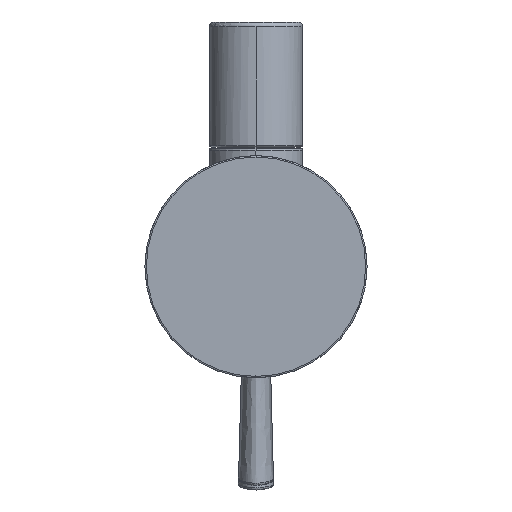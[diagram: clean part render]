
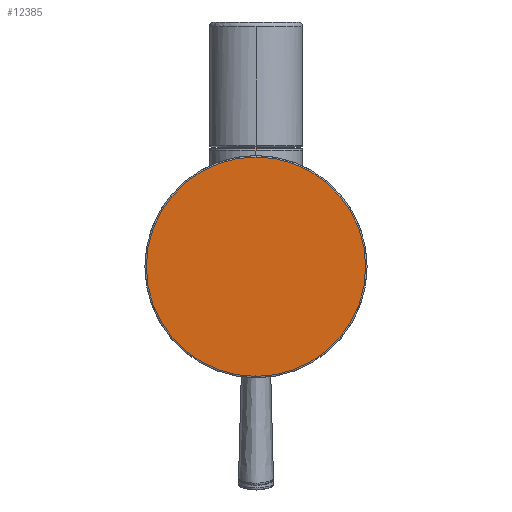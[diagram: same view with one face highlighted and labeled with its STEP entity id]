
A CAD part, front view. The second image highlights one B-rep face of the part: STEP entity #12385.
In plain terms, the highlighted planar face has unit normal (0, -1, 0).
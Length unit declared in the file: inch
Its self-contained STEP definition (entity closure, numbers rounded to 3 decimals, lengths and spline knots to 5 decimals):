
#3924=CARTESIAN_POINT('',(0.,-1.598,0.));
#3925=DIRECTION('',(0.,-1.,0.));
#3926=DIRECTION('',(0.,0.,-1.));
#3927=AXIS2_PLACEMENT_3D('',#3924,#3925,#3926);
#3939=CARTESIAN_POINT('',(0.,-1.598,0.));
#3940=DIRECTION('',(0.,-1.,0.));
#3941=DIRECTION('',(0.,0.,1.));
#3942=AXIS2_PLACEMENT_3D('',#3939,#3940,#3941);
#4295=CARTESIAN_POINT('',(0.,-1.598,-1.43978));
#4296=CARTESIAN_POINT('',(0.,-1.598,1.43978));
#4297=VERTEX_POINT('',#4295);
#4298=VERTEX_POINT('',#4296);
#12375=CARTESIAN_POINT('',(0.,-1.598,0.));
#12376=DIRECTION('',(0.,-1.,0.));
#12377=DIRECTION('',(0.,0.,1.));
#12378=AXIS2_PLACEMENT_3D('',#12375,#12376,#12377);
#12379=PLANE('',#12378);
#12380=ORIENTED_EDGE('',*,*,#12365,.F.);
#12382=ORIENTED_EDGE('',*,*,#12381,.F.);
#12383=EDGE_LOOP('',(#12380,#12382));
#12384=FACE_OUTER_BOUND('',#12383,.F.);
#12385=ADVANCED_FACE('',(#12384),#12379,.T.);
#3928=CIRCLE('',#3927,1.43978);
#3943=CIRCLE('',#3942,1.43978);
#12365=EDGE_CURVE('',#4297,#4298,#3928,.T.);
#12381=EDGE_CURVE('',#4298,#4297,#3943,.T.);
